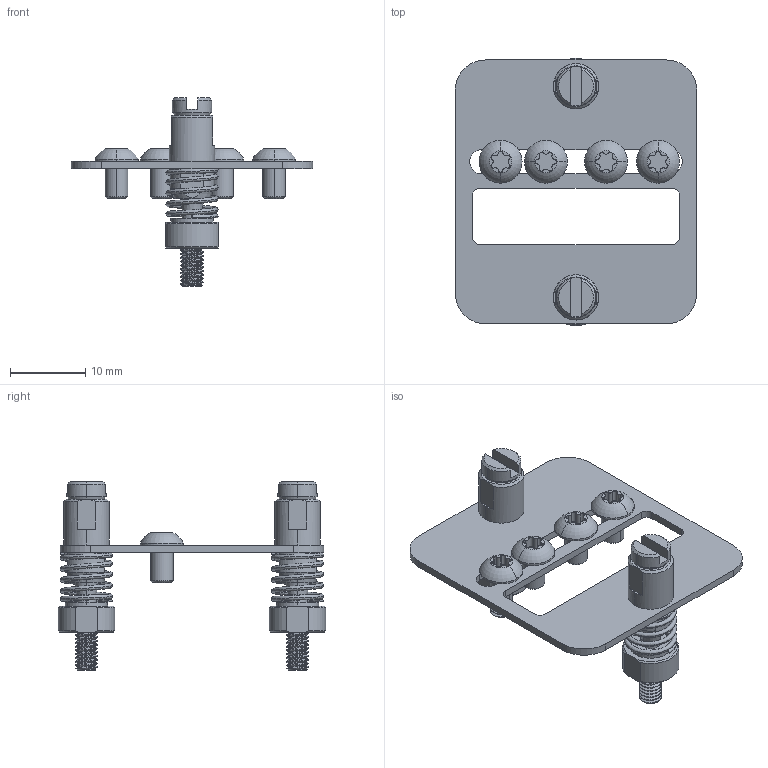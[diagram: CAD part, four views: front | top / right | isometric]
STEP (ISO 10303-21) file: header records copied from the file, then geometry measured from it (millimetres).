
FILE_DESCRIPTION (( 'STEP AP214' ), '1' );
FILE_NAME ('INGUN_115794.STEP', '2024-06-11T11:54:21', ( '' ), ( '' ), 'SwSTEP 2.0', 'SolidWorks 2021', '' );
FILE_SCHEMA (( 'AUTOMOTIVE_DESIGN' ));
Length unit declared in the file: millimetre
Products named in the file (1): INGUN_115794
Bounding box: 32 x 35.5 x 25 mm (x, y, z)
Volume: 2118.6 mm3; surface area: 3831.9 mm2
Topology: 7 solids, 7 shells, 335 faces, 893 edges, 580 vertices
Faces by surface type: cylinder 185, plane 82, cone 48, bspline 12, torus 8
Entity records: 27750 total; most frequent: CARTESIAN_POINT 15841, ORIENTED_EDGE 1786, DIRECTION 1657, EDGE_CURVE 893, AXIS2_PLACEMENT_3D 674, VERTEX_POINT 580, EDGE_LOOP 367, CIRCLE 350
